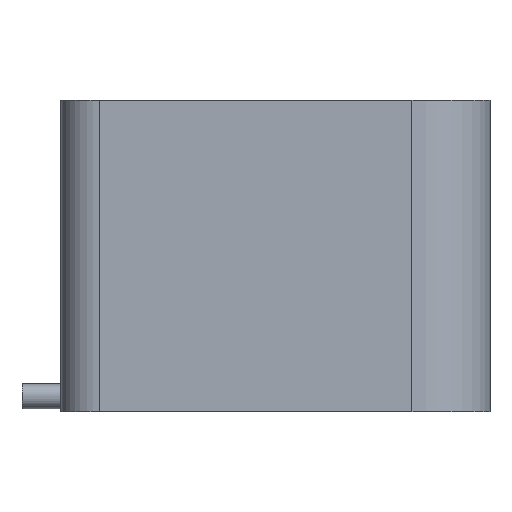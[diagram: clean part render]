
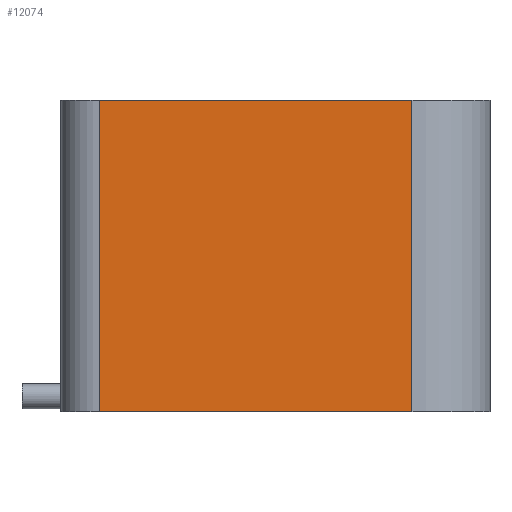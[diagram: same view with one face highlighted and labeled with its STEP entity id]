
A CAD part, front view. The second image highlights one B-rep face of the part: STEP entity #12074.
In plain terms, the highlighted planar face has unit normal (0, -1, 0).
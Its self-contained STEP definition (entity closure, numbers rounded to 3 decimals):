
#297=PLANE('',#12327);
#938=FACE_OUTER_BOUND('',#1610,.T.);
#1610=EDGE_LOOP('',(#10952,#10953,#10954,#10955));
#2535=LINE('',#24364,#3496);
#2568=LINE('',#24465,#3529);
#2574=LINE('',#24485,#3535);
#2577=LINE('',#24490,#3538);
#3496=VECTOR('',#13645,10.);
#3529=VECTOR('',#13752,10.);
#3535=VECTOR('',#13774,10.);
#3538=VECTOR('',#13779,10.);
#5542=VERTEX_POINT('',#24361);
#5543=VERTEX_POINT('',#24363);
#5574=VERTEX_POINT('',#24463);
#5580=VERTEX_POINT('',#24483);
#7327=EDGE_CURVE('',#5542,#5543,#2535,.T.);
#7378=EDGE_CURVE('',#5574,#5543,#2568,.T.);
#7387=EDGE_CURVE('',#5580,#5542,#2574,.T.);
#7390=EDGE_CURVE('',#5574,#5580,#2577,.T.);
#10952=ORIENTED_EDGE('',*,*,#7390,.F.);
#10953=ORIENTED_EDGE('',*,*,#7378,.T.);
#10954=ORIENTED_EDGE('',*,*,#7327,.F.);
#10955=ORIENTED_EDGE('',*,*,#7387,.F.);
#12074=ADVANCED_FACE('',(#938),#297,.T.);
#12327=AXIS2_PLACEMENT_3D('',#24489,#13777,#13778);
#13645=DIRECTION('',(1.,0.,0.));
#13752=DIRECTION('',(0.,0.,1.));
#13774=DIRECTION('',(0.,0.,1.));
#13777=DIRECTION('center_axis',(0.,-1.,0.));
#13778=DIRECTION('ref_axis',(1.,0.,0.));
#13779=DIRECTION('',(-1.,0.,0.));
#24361=CARTESIAN_POINT('',(-20.,-5.,40.));
#24363=CARTESIAN_POINT('',(20.,-5.,40.));
#24364=CARTESIAN_POINT('',(20.,-5.,40.));
#24463=CARTESIAN_POINT('',(20.,-5.,0.));
#24465=CARTESIAN_POINT('',(20.,-5.,0.));
#24483=CARTESIAN_POINT('',(-20.,-5.,0.));
#24485=CARTESIAN_POINT('',(-20.,-5.,0.));
#24489=CARTESIAN_POINT('Origin',(-20.,-5.,0.));
#24490=CARTESIAN_POINT('',(20.,-5.,0.));
